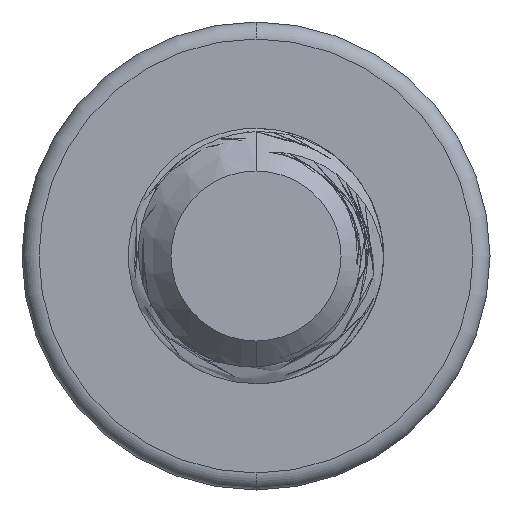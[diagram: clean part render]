
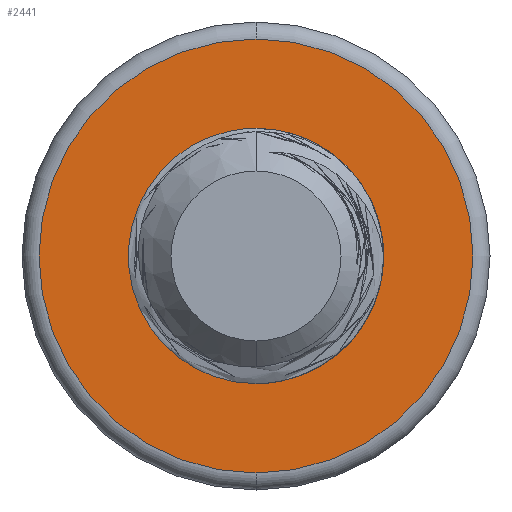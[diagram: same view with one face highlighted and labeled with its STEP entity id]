
A CAD part, front view. The second image highlights one B-rep face of the part: STEP entity #2441.
In plain terms, the highlighted planar face has unit normal (0, -1, 0).
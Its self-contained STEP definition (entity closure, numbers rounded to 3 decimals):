
#165 = CARTESIAN_POINT ( 'NONE',  ( 1.07, 20., 1.051 ) ) ;
#266 = DIRECTION ( 'NONE',  ( 0., -1., 0. ) ) ;
#432 = FACE_BOUND ( 'NONE', #4889, .T. ) ;
#457 = CARTESIAN_POINT ( 'NONE',  ( 1.175, 20., -0.82 ) ) ;
#472 = B_SPLINE_CURVE_WITH_KNOTS ( 'NONE', 3,
 ( #5907, #2128, #6677, #2166, #2629, #2798, #7283, #3316, #2005, #165 ),
 .UNSPECIFIED., .F., .F.,
 ( 4, 2, 2, 2, 4 ),
 ( 0., 0.001, 0.001, 0.002, 0.003 ),
 .UNSPECIFIED. ) ;
#581 = CARTESIAN_POINT ( 'NONE',  ( 0.629, 20., -1.214 ) ) ;
#617 = CARTESIAN_POINT ( 'NONE',  ( -0.461, 20., -1.14 ) ) ;
#657 = CARTESIAN_POINT ( 'NONE',  ( -1.198, 20., -0.322 ) ) ;
#969 = AXIS2_PLACEMENT_3D ( 'NONE', #1155, #3652, #2463 ) ;
#982 = AXIS2_PLACEMENT_3D ( 'NONE', #1080, #4268, #2895 ) ;
#1053 = EDGE_CURVE ( 'NONE', #4412, #1646, #4568, .T. ) ;
#1080 = CARTESIAN_POINT ( 'NONE',  ( 0., 20., 0. ) ) ;
#1155 = CARTESIAN_POINT ( 'NONE',  ( 0., 20., 0. ) ) ;
#1376 = ORIENTED_EDGE ( 'NONE', *, *, #3028, .T. ) ;
#1463 = B_SPLINE_CURVE_WITH_KNOTS ( 'NONE', 3,
 ( #3039, #6445, #5022, #5665, #6359, #457, #7650, #581, #5143, #4368, #7775, #7003 ),
 .UNSPECIFIED., .F., .F.,
 ( 4, 2, 2, 2, 2, 4 ),
 ( 0., 0., 0.001, 0.001, 0.002, 0.003 ),
 .UNSPECIFIED. ) ;
#1504 = CARTESIAN_POINT ( 'NONE',  ( -1.197, 20., 0.326 ) ) ;
#1576 = CARTESIAN_POINT ( 'NONE',  ( -0.461, 20., -1.14 ) ) ;
#1618 = VERTEX_POINT ( 'NONE', #5089 ) ;
#1646 = VERTEX_POINT ( 'NONE', #1920 ) ;
#1781 = CIRCLE ( 'NONE', #2045, 1.5 ) ;
#1842 = CARTESIAN_POINT ( 'NONE',  ( -0.981, 20., -0.759 ) ) ;
#1920 = CARTESIAN_POINT ( 'NONE',  ( -1.133, 20., 0.477 ) ) ;
#1932 = CARTESIAN_POINT ( 'NONE',  ( -1.073, 20., -0.621 ) ) ;
#2005 = CARTESIAN_POINT ( 'NONE',  ( 0.897, 20., 1.197 ) ) ;
#2045 = AXIS2_PLACEMENT_3D ( 'NONE', #7024, #5086, #4303 ) ;
#2114 = VERTEX_POINT ( 'NONE', #7965 ) ;
#2128 = CARTESIAN_POINT ( 'NONE',  ( -1.07, 20., 0.695 ) ) ;
#2166 = CARTESIAN_POINT ( 'NONE',  ( -0.617, 20., 1.196 ) ) ;
#2171 = CARTESIAN_POINT ( 'NONE',  ( -1.133, 20., 0.477 ) ) ;
#2252 = ORIENTED_EDGE ( 'NONE', *, *, #1053, .T. ) ;
#2268 = ORIENTED_EDGE ( 'NONE', *, *, #6300, .T. ) ;
#2337 = FACE_OUTER_BOUND ( 'NONE', #5411, .T. ) ;
#2441 = ADVANCED_FACE ( 'NONE', ( #2337, #432 ), #3736, .F. ) ;
#2449 = EDGE_CURVE ( 'NONE', #6363, #2114, #1781, .T. ) ;
#2463 = DIRECTION ( 'NONE',  ( 0., 0., 1. ) ) ;
#2629 = CARTESIAN_POINT ( 'NONE',  ( -0.409, 20., 1.304 ) ) ;
#2798 = CARTESIAN_POINT ( 'NONE',  ( 0.026, 20., 1.412 ) ) ;
#2812 = DIRECTION ( 'NONE',  ( 0., 0., 1. ) ) ;
#2895 = DIRECTION ( 'NONE',  ( 0., 0., 1. ) ) ;
#2986 = ORIENTED_EDGE ( 'NONE', *, *, #2449, .T. ) ;
#3028 = EDGE_CURVE ( 'NONE', #2114, #4412, #1463, .T. ) ;
#3039 = CARTESIAN_POINT ( 'NONE',  ( 1.5, 20., 0. ) ) ;
#3200 = CARTESIAN_POINT ( 'NONE',  ( -0.751, 20., -0.986 ) ) ;
#3240 = CARTESIAN_POINT ( 'NONE',  ( -0.613, 20., -1.078 ) ) ;
#3316 = CARTESIAN_POINT ( 'NONE',  ( 0.694, 20., 1.305 ) ) ;
#3369 = EDGE_CURVE ( 'NONE', #1618, #4990, #6446, .T. ) ;
#3467 = ORIENTED_EDGE ( 'NONE', *, *, #6506, .T. ) ;
#3583 = CARTESIAN_POINT ( 'NONE',  ( 0., 20., 0. ) ) ;
#3652 = DIRECTION ( 'NONE',  ( 0., 1., 0. ) ) ;
#3736 = PLANE ( 'NONE',  #969 ) ;
#3818 = AXIS2_PLACEMENT_3D ( 'NONE', #3583, #266, #2812 ) ;
#3914 = CARTESIAN_POINT ( 'NONE',  ( 1.07, 20., 1.051 ) ) ;
#4268 = DIRECTION ( 'NONE',  ( 0., -1., 0. ) ) ;
#4303 = DIRECTION ( 'NONE',  ( 0., 0., 1. ) ) ;
#4368 = CARTESIAN_POINT ( 'NONE',  ( -0.038, 20., -1.298 ) ) ;
#4412 = VERTEX_POINT ( 'NONE', #1576 ) ;
#4568 = B_SPLINE_CURVE_WITH_KNOTS ( 'NONE', 3,
 ( #617, #3240, #3200, #1842, #1932, #657, #5912, #7888, #1504, #2171 ),
 .UNSPECIFIED., .F., .F.,
 ( 4, 2, 2, 2, 4 ),
 ( 0., 0., 0.001, 0.001, 0.002 ),
 .UNSPECIFIED. ) ;
#4889 = EDGE_LOOP ( 'NONE', ( #2986, #1376, #2252, #3467 ) ) ;
#4990 = VERTEX_POINT ( 'NONE', #6920 ) ;
#5022 = CARTESIAN_POINT ( 'NONE',  ( 1.468, 20., -0.222 ) ) ;
#5067 = ORIENTED_EDGE ( 'NONE', *, *, #3369, .T. ) ;
#5086 = DIRECTION ( 'NONE',  ( 0., 1., 0. ) ) ;
#5089 = CARTESIAN_POINT ( 'NONE',  ( 0., 20., -2.55 ) ) ;
#5143 = CARTESIAN_POINT ( 'NONE',  ( 0.409, 20., -1.283 ) ) ;
#5411 = EDGE_LOOP ( 'NONE', ( #2268, #5067 ) ) ;
#5665 = CARTESIAN_POINT ( 'NONE',  ( 1.399, 20., -0.433 ) ) ;
#5907 = CARTESIAN_POINT ( 'NONE',  ( -1.133, 20., 0.477 ) ) ;
#5912 = CARTESIAN_POINT ( 'NONE',  ( -1.23, 20., -0.16 ) ) ;
#6300 = EDGE_CURVE ( 'NONE', #4990, #1618, #7267, .T. ) ;
#6359 = CARTESIAN_POINT ( 'NONE',  ( 1.35, 20., -0.536 ) ) ;
#6363 = VERTEX_POINT ( 'NONE', #3914 ) ;
#6445 = CARTESIAN_POINT ( 'NONE',  ( 1.491, 20., -0.112 ) ) ;
#6446 = CIRCLE ( 'NONE', #3818, 2.55 ) ;
#6506 = EDGE_CURVE ( 'NONE', #1646, #6363, #472, .T. ) ;
#6677 = CARTESIAN_POINT ( 'NONE',  ( -0.947, 20., 0.891 ) ) ;
#6920 = CARTESIAN_POINT ( 'NONE',  ( 0., 20., 2.55 ) ) ;
#7003 = CARTESIAN_POINT ( 'NONE',  ( -0.461, 20., -1.14 ) ) ;
#7024 = CARTESIAN_POINT ( 'NONE',  ( 0., 20., 0. ) ) ;
#7267 = CIRCLE ( 'NONE', #982, 2.55 ) ;
#7283 = CARTESIAN_POINT ( 'NONE',  ( 0.257, 20., 1.413 ) ) ;
#7650 = CARTESIAN_POINT ( 'NONE',  ( 1.012, 20., -0.982 ) ) ;
#7775 = CARTESIAN_POINT ( 'NONE',  ( -0.262, 20., -1.247 ) ) ;
#7888 = CARTESIAN_POINT ( 'NONE',  ( -1.229, 20., 0.166 ) ) ;
#7965 = CARTESIAN_POINT ( 'NONE',  ( 1.5, 20., 0. ) ) ;
